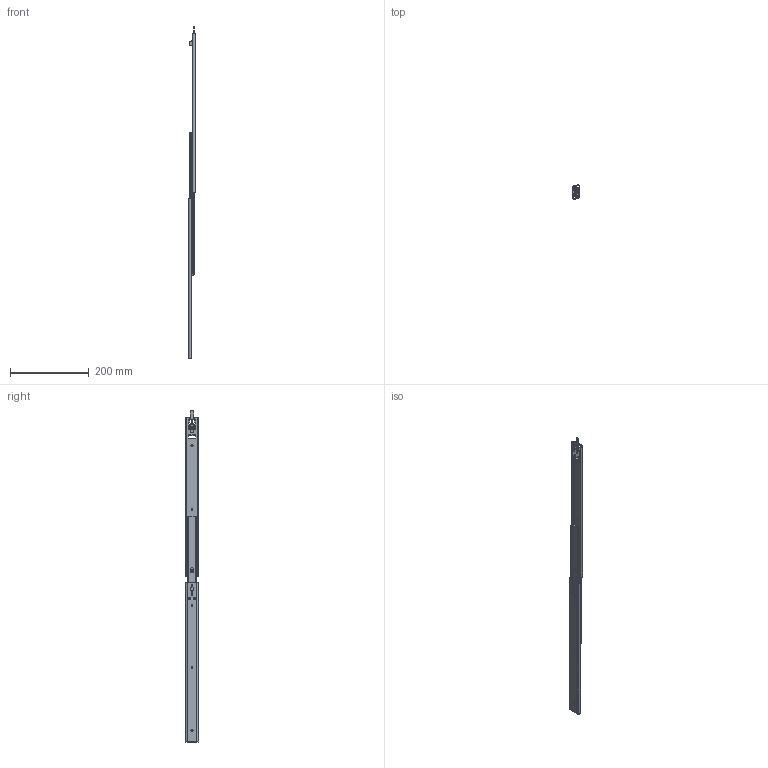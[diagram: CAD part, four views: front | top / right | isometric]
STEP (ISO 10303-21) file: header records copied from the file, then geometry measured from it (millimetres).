
FILE_DESCRIPTION (( 'STEP AP203' ), '1' );
FILE_NAME ('U31CL_16.STEP', '2022-02-16T00:56:57', ( '' ), ( '' ), 'SwSTEP 2.0', 'SolidWorks 2019', '' );
FILE_SCHEMA (( 'CONFIG_CONTROL_DESIGN' ));
Length unit declared in the file: millimetre
Products named in the file (7): PN258 ロック; PN259 ピン（カシメ代無し）; OM-B U31CL-16; PN257　レバー; U31CL_16; OM-A U31CL-16; IM U31CL-16
Assembly tree (7 placements, depth 2):
  U31CL_16
    OM-A U31CL-16
    IM U31CL-16  x2
    OM-B U31CL-16
    PN258 ロック
    PN257　レバー
    PN259 ピン（カシメ代無し）
Bounding box: 19 x 35.08 x 844.2 mm (x, y, z)
Volume: 92919.6 mm3; surface area: 129780.7 mm2
Topology: 7 solids, 7 shells, 417 faces, 1156 edges, 748 vertices
Faces by surface type: plane 201, cylinder 192, torus 24
Entity records: 12884 total; most frequent: CARTESIAN_POINT 2474, DIRECTION 2054, ORIENTED_EDGE 2048, EDGE_CURVE 1024, AXIS2_PLACEMENT_3D 728, VERTEX_POINT 660, VECTOR 598, LINE 598
